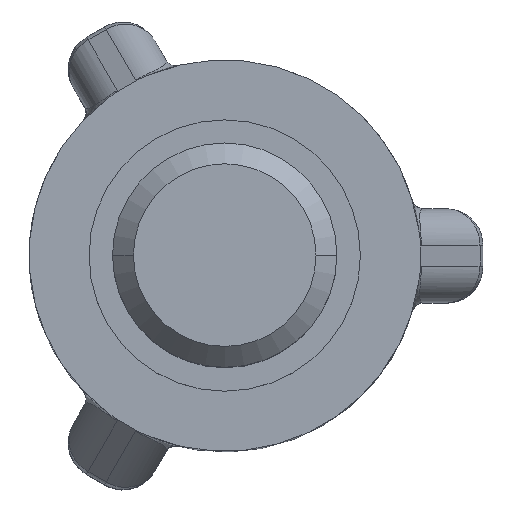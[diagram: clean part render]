
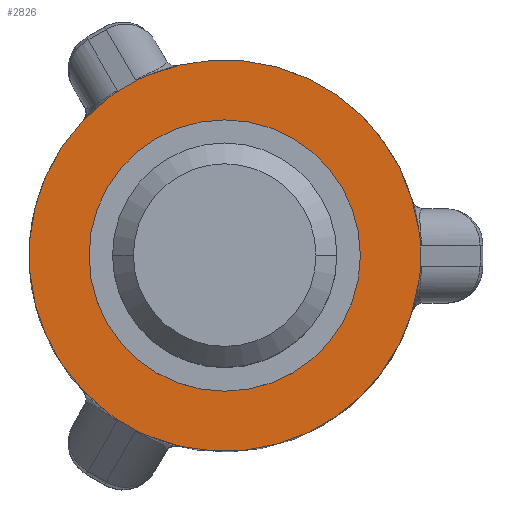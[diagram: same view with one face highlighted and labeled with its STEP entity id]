
A CAD part, top view. The second image highlights one B-rep face of the part: STEP entity #2826.
In plain terms, the highlighted planar face has unit normal (0, 0, 1).
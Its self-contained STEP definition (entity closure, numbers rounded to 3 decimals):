
#12 = AXIS2_PLACEMENT_3D ( 'NONE', #2516, #495, #3159 ) ;
#18 = EDGE_CURVE ( 'NONE', #2187, #2256, #1617, .T. ) ;
#39 = CARTESIAN_POINT ( 'NONE',  ( 0., 0., 0. ) ) ;
#74 = CARTESIAN_POINT ( 'NONE',  ( -1.434, -3.465, 0. ) ) ;
#99 = ORIENTED_EDGE ( 'NONE', *, *, #1525, .T. ) ;
#119 = VERTEX_POINT ( 'NONE', #1457 ) ;
#155 = DIRECTION ( 'NONE',  ( 1., 0., 0. ) ) ;
#174 = LINE ( 'NONE', #1079, #1887 ) ;
#181 = VERTEX_POINT ( 'NONE', #853 ) ;
#206 = VERTEX_POINT ( 'NONE', #2021 ) ;
#360 = ORIENTED_EDGE ( 'NONE', *, *, #1446, .F. ) ;
#376 = CARTESIAN_POINT ( 'NONE',  ( -1.632, 3.388, 0. ) ) ;
#408 = CARTESIAN_POINT ( 'NONE',  ( -1.567, 3.416, 0. ) ) ;
#432 = ORIENTED_EDGE ( 'NONE', *, *, #1906, .T. ) ;
#465 = VERTEX_POINT ( 'NONE', #2483 ) ;
#488 = ORIENTED_EDGE ( 'NONE', *, *, #2796, .T. ) ;
#495 = DIRECTION ( 'NONE',  ( 0., 0., 1. ) ) ;
#508 = CIRCLE ( 'NONE', #2286, 2.6 ) ;
#516 = B_SPLINE_CURVE_WITH_KNOTS ( 'NONE', 3,
 ( #2655, #617, #561, #3826 ),
 .UNSPECIFIED., .F., .F.,
 ( 4, 4 ),
 ( 0., 0. ),
 .UNSPECIFIED. ) ;
#561 = CARTESIAN_POINT ( 'NONE',  ( 3.727, 0.42, 0. ) ) ;
#608 = EDGE_CURVE ( 'NONE', #2846, #119, #2059, .T. ) ;
#617 = CARTESIAN_POINT ( 'NONE',  ( 3.742, 0.351, 0. ) ) ;
#674 = CARTESIAN_POINT ( 'NONE',  ( -1.434, 3.465, 0. ) ) ;
#698 = DIRECTION ( 'NONE',  ( 0., 0., 1. ) ) ;
#704 = ORIENTED_EDGE ( 'NONE', *, *, #1996, .F. ) ;
#716 = CARTESIAN_POINT ( 'NONE',  ( -2.654, -2.798, 0. ) ) ;
#753 = CARTESIAN_POINT ( 'NONE',  ( 3.718, -0.491, 0. ) ) ;
#835 = VERTEX_POINT ( 'NONE', #3815 ) ;
#853 = CARTESIAN_POINT ( 'NONE',  ( -2.6, 0., 0. ) ) ;
#863 = CARTESIAN_POINT ( 'NONE',  ( 2.6, 0., 0. ) ) ;
#877 = DIRECTION ( 'NONE',  ( 0., 0., 1. ) ) ;
#898 = EDGE_CURVE ( 'NONE', #2256, #2332, #2020, .T. ) ;
#902 = CARTESIAN_POINT ( 'NONE',  ( -2.284, -2.974, 0. ) ) ;
#932 = CARTESIAN_POINT ( 'NONE',  ( 0., 0., 0. ) ) ;
#935 = CARTESIAN_POINT ( 'NONE',  ( -2.118, -3.107, 0. ) ) ;
#955 = DIRECTION ( 'NONE',  ( 1., 0., 0. ) ) ;
#979 = CARTESIAN_POINT ( 'NONE',  ( 3.75, -0.28, 0. ) ) ;
#987 = CARTESIAN_POINT ( 'NONE',  ( -2.284, -2.974, 0. ) ) ;
#1015 = EDGE_LOOP ( 'NONE', ( #360, #704 ) ) ;
#1025 = EDGE_CURVE ( 'NONE', #2332, #835, #2249, .T. ) ;
#1049 = EDGE_CURVE ( 'NONE', #206, #465, #3379, .T. ) ;
#1062 = EDGE_CURVE ( 'NONE', #3045, #2187, #3658, .T. ) ;
#1079 = CARTESIAN_POINT ( 'NONE',  ( -1.096, 3.698, 0. ) ) ;
#1105 = EDGE_CURVE ( 'NONE', #3656, #2846, #174, .T. ) ;
#1111 = ORIENTED_EDGE ( 'NONE', *, *, #2631, .T. ) ;
#1161 = CARTESIAN_POINT ( 'NONE',  ( -1.434, -3.465, 0. ) ) ;
#1227 = CARTESIAN_POINT ( 'NONE',  ( 0., 0., 0. ) ) ;
#1281 = DIRECTION ( 'NONE',  ( 0.866, -0.5, 0. ) ) ;
#1325 = FACE_OUTER_BOUND ( 'NONE', #3744, .T. ) ;
#1329 = CARTESIAN_POINT ( 'NONE',  ( 0., 0., 0. ) ) ;
#1369 = CARTESIAN_POINT ( 'NONE',  ( -2.118, 3.107, 0. ) ) ;
#1446 = EDGE_CURVE ( 'NONE', #181, #3664, #2292, .T. ) ;
#1457 = CARTESIAN_POINT ( 'NONE',  ( -2.284, 2.974, 0. ) ) ;
#1477 = CARTESIAN_POINT ( 'NONE',  ( 3.718, -0.491, 0. ) ) ;
#1525 = EDGE_CURVE ( 'NONE', #2895, #206, #516, .T. ) ;
#1540 = LINE ( 'NONE', #3319, #3533 ) ;
#1617 = B_SPLINE_CURVE_WITH_KNOTS ( 'NONE', 3,
 ( #2980, #2703, #3816, #1161 ),
 .UNSPECIFIED., .F., .F.,
 ( 4, 4 ),
 ( 0., 0. ),
 .UNSPECIFIED. ) ;
#1624 = ORIENTED_EDGE ( 'NONE', *, *, #1062, .T. ) ;
#1626 = DIRECTION ( 'NONE',  ( 1., 0., 0. ) ) ;
#1631 = DIRECTION ( 'NONE',  ( -0.866, -0.5, 0. ) ) ;
#1722 = ORIENTED_EDGE ( 'NONE', *, *, #608, .T. ) ;
#1724 = CARTESIAN_POINT ( 'NONE',  ( -2.175, 3.066, 0. ) ) ;
#1843 = CARTESIAN_POINT ( 'NONE',  ( -1.5, 3.438, 0. ) ) ;
#1886 = DIRECTION ( 'NONE',  ( 1., 0., 0. ) ) ;
#1887 = VECTOR ( 'NONE', #1631, 1000. ) ;
#1906 = EDGE_CURVE ( 'NONE', #835, #2895, #1540, .T. ) ;
#1925 = CARTESIAN_POINT ( 'NONE',  ( 3.742, -0.351, 0. ) ) ;
#1996 = EDGE_CURVE ( 'NONE', #3664, #181, #508, .T. ) ;
#2020 = CIRCLE ( 'NONE', #3197, 3.75 ) ;
#2021 = CARTESIAN_POINT ( 'NONE',  ( 3.718, 0.491, 0. ) ) ;
#2032 = CARTESIAN_POINT ( 'NONE',  ( -2.228, 3.018, 0. ) ) ;
#2059 = B_SPLINE_CURVE_WITH_KNOTS ( 'NONE', 3,
 ( #1369, #1724, #2032, #3164 ),
 .UNSPECIFIED., .F., .F.,
 ( 4, 4 ),
 ( 0., 0. ),
 .UNSPECIFIED. ) ;
#2158 = CARTESIAN_POINT ( 'NONE',  ( 0., 0., 0. ) ) ;
#2170 = DIRECTION ( 'NONE',  ( 0., 0., 1. ) ) ;
#2187 = VERTEX_POINT ( 'NONE', #3232 ) ;
#2203 = AXIS2_PLACEMENT_3D ( 'NONE', #2158, #698, #155 ) ;
#2249 = B_SPLINE_CURVE_WITH_KNOTS ( 'NONE', 3,
 ( #753, #3050, #1925, #979 ),
 .UNSPECIFIED., .F., .F.,
 ( 4, 4 ),
 ( 0., 0. ),
 .UNSPECIFIED. ) ;
#2256 = VERTEX_POINT ( 'NONE', #74 ) ;
#2286 = AXIS2_PLACEMENT_3D ( 'NONE', #932, #3068, #1886 ) ;
#2292 = CIRCLE ( 'NONE', #3466, 2.6 ) ;
#2323 = CARTESIAN_POINT ( 'NONE',  ( -2.118, -3.107, 0. ) ) ;
#2332 = VERTEX_POINT ( 'NONE', #1477 ) ;
#2340 = DIRECTION ( 'NONE',  ( 1., 0., 0. ) ) ;
#2441 = ORIENTED_EDGE ( 'NONE', *, *, #898, .T. ) ;
#2483 = CARTESIAN_POINT ( 'NONE',  ( -1.434, 3.465, 0. ) ) ;
#2516 = CARTESIAN_POINT ( 'NONE',  ( 3.75, 0., 0. ) ) ;
#2545 = DIRECTION ( 'NONE',  ( 0., 0., 1. ) ) ;
#2631 = EDGE_CURVE ( 'NONE', #119, #2746, #3661, .T. ) ;
#2655 = CARTESIAN_POINT ( 'NONE',  ( 3.75, 0.28, 0. ) ) ;
#2703 = CARTESIAN_POINT ( 'NONE',  ( -1.567, -3.416, 0. ) ) ;
#2746 = VERTEX_POINT ( 'NONE', #987 ) ;
#2796 = EDGE_CURVE ( 'NONE', #465, #3656, #3268, .T. ) ;
#2814 = ORIENTED_EDGE ( 'NONE', *, *, #18, .T. ) ;
#2826 = ADVANCED_FACE ( 'NONE', ( #1325, #3450 ), #3409, .T. ) ;
#2846 = VERTEX_POINT ( 'NONE', #3115 ) ;
#2883 = VECTOR ( 'NONE', #1281, 1000. ) ;
#2895 = VERTEX_POINT ( 'NONE', #2905 ) ;
#2905 = CARTESIAN_POINT ( 'NONE',  ( 3.75, 0.28, 0. ) ) ;
#2906 = CARTESIAN_POINT ( 'NONE',  ( -1.632, 3.388, 0. ) ) ;
#2924 = ORIENTED_EDGE ( 'NONE', *, *, #1105, .T. ) ;
#2943 = ORIENTED_EDGE ( 'NONE', *, *, #3722, .T. ) ;
#2980 = CARTESIAN_POINT ( 'NONE',  ( -1.632, -3.388, 0. ) ) ;
#3002 = CARTESIAN_POINT ( 'NONE',  ( -2.175, -3.066, 0. ) ) ;
#3036 = AXIS2_PLACEMENT_3D ( 'NONE', #1227, #2170, #955 ) ;
#3045 = VERTEX_POINT ( 'NONE', #2323 ) ;
#3050 = CARTESIAN_POINT ( 'NONE',  ( 3.727, -0.42, 0. ) ) ;
#3057 = ORIENTED_EDGE ( 'NONE', *, *, #1049, .T. ) ;
#3067 = B_SPLINE_CURVE_WITH_KNOTS ( 'NONE', 3,
 ( #902, #3573, #3002, #935 ),
 .UNSPECIFIED., .F., .F.,
 ( 4, 4 ),
 ( 0., 0. ),
 .UNSPECIFIED. ) ;
#3068 = DIRECTION ( 'NONE',  ( 0., 0., 1. ) ) ;
#3115 = CARTESIAN_POINT ( 'NONE',  ( -2.118, 3.107, 0. ) ) ;
#3159 = DIRECTION ( 'NONE',  ( 1., 0., 0. ) ) ;
#3164 = CARTESIAN_POINT ( 'NONE',  ( -2.284, 2.974, 0. ) ) ;
#3197 = AXIS2_PLACEMENT_3D ( 'NONE', #39, #877, #2340 ) ;
#3232 = CARTESIAN_POINT ( 'NONE',  ( -1.632, -3.388, 0. ) ) ;
#3239 = ORIENTED_EDGE ( 'NONE', *, *, #1025, .T. ) ;
#3268 = B_SPLINE_CURVE_WITH_KNOTS ( 'NONE', 3,
 ( #674, #1843, #408, #376 ),
 .UNSPECIFIED., .F., .F.,
 ( 4, 4 ),
 ( 0., 0. ),
 .UNSPECIFIED. ) ;
#3319 = CARTESIAN_POINT ( 'NONE',  ( 3.75, -0.9, 0. ) ) ;
#3379 = CIRCLE ( 'NONE', #2203, 3.75 ) ;
#3409 = PLANE ( 'NONE',  #12 ) ;
#3450 = FACE_BOUND ( 'NONE', #1015, .T. ) ;
#3466 = AXIS2_PLACEMENT_3D ( 'NONE', #1329, #2545, #1626 ) ;
#3533 = VECTOR ( 'NONE', #3627, 1000. ) ;
#3573 = CARTESIAN_POINT ( 'NONE',  ( -2.228, -3.018, 0. ) ) ;
#3627 = DIRECTION ( 'NONE',  ( 0., 1., 0. ) ) ;
#3656 = VERTEX_POINT ( 'NONE', #2906 ) ;
#3658 = LINE ( 'NONE', #716, #2883 ) ;
#3661 = CIRCLE ( 'NONE', #3036, 3.75 ) ;
#3664 = VERTEX_POINT ( 'NONE', #863 ) ;
#3722 = EDGE_CURVE ( 'NONE', #2746, #3045, #3067, .T. ) ;
#3744 = EDGE_LOOP ( 'NONE', ( #1111, #2943, #1624, #2814, #2441, #3239, #432, #99, #3057, #488, #2924, #1722 ) ) ;
#3815 = CARTESIAN_POINT ( 'NONE',  ( 3.75, -0.28, 0. ) ) ;
#3816 = CARTESIAN_POINT ( 'NONE',  ( -1.5, -3.438, 0. ) ) ;
#3826 = CARTESIAN_POINT ( 'NONE',  ( 3.718, 0.491, 0. ) ) ;
